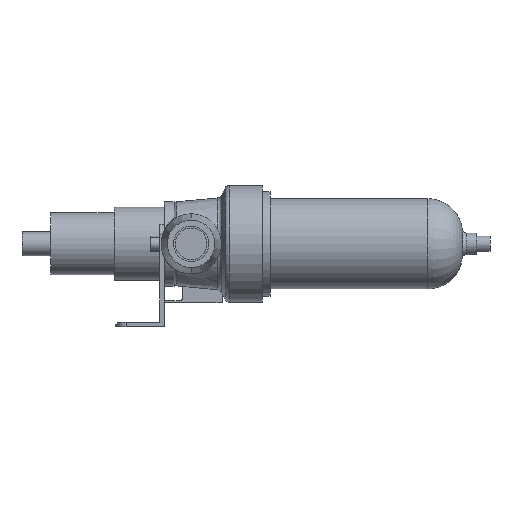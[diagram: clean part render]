
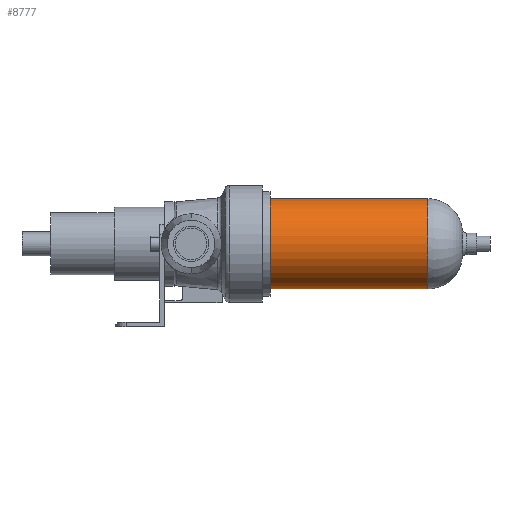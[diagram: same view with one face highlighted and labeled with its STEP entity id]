
A CAD part, left-side view. The second image highlights one B-rep face of the part: STEP entity #8777.
In plain terms, the highlighted cylindrical face has radius 47.5 mm (diameter 95 mm), a partial arc.
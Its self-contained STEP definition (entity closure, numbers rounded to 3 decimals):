
#908 = CARTESIAN_POINT ( 'NONE',  ( -161., -83., 47.5 ) ) ;
#1026 = CARTESIAN_POINT ( 'NONE',  ( -161., -249.25, -47.5 ) ) ;
#1419 = VERTEX_POINT ( 'NONE', #908 ) ;
#1515 = DIRECTION ( 'NONE',  ( 0., -1., 0. ) ) ;
#2073 = ORIENTED_EDGE ( 'NONE', *, *, #12393, .F. ) ;
#2293 = CIRCLE ( 'NONE', #8144, 47.5 ) ;
#2478 = CARTESIAN_POINT ( 'NONE',  ( -161., 0., -47.5 ) ) ;
#2602 = DIRECTION ( 'NONE',  ( 0., -1., 0. ) ) ;
#2939 = VERTEX_POINT ( 'NONE', #4654 ) ;
#3109 = DIRECTION ( 'NONE',  ( 0., -1., 0. ) ) ;
#3557 = AXIS2_PLACEMENT_3D ( 'NONE', #7314, #1515, #8299 ) ;
#3660 = DIRECTION ( 'NONE',  ( 0., 0., -1. ) ) ;
#3770 = CARTESIAN_POINT ( 'NONE',  ( -161., -249.25, 0. ) ) ;
#3804 = EDGE_CURVE ( 'NONE', #2939, #9487, #2293, .T. ) ;
#4271 = ORIENTED_EDGE ( 'NONE', *, *, #7526, .T. ) ;
#4651 = CARTESIAN_POINT ( 'NONE',  ( -161., -83., -47.5 ) ) ;
#4654 = CARTESIAN_POINT ( 'NONE',  ( -161., -249.25, 47.5 ) ) ;
#4735 = DIRECTION ( 'NONE',  ( 0., 0., -1. ) ) ;
#4970 = LINE ( 'NONE', #6951, #9829 ) ;
#5041 = ORIENTED_EDGE ( 'NONE', *, *, #8683, .T. ) ;
#5042 = LINE ( 'NONE', #2478, #9904 ) ;
#5205 = FACE_OUTER_BOUND ( 'NONE', #9039, .T. ) ;
#6071 = ORIENTED_EDGE ( 'NONE', *, *, #3804, .F. ) ;
#6328 = CIRCLE ( 'NONE', #3557, 47.5 ) ;
#6951 = CARTESIAN_POINT ( 'NONE',  ( -161., 0., 47.5 ) ) ;
#7314 = CARTESIAN_POINT ( 'NONE',  ( -161., -83., 0. ) ) ;
#7526 = EDGE_CURVE ( 'NONE', #1419, #10838, #6328, .T. ) ;
#8144 = AXIS2_PLACEMENT_3D ( 'NONE', #3770, #10548, #4735 ) ;
#8299 = DIRECTION ( 'NONE',  ( 0., 0., -1. ) ) ;
#8683 = EDGE_CURVE ( 'NONE', #10838, #9487, #5042, .T. ) ;
#8777 = ADVANCED_FACE ( 'NONE', ( #5205 ), #11726, .T. ) ;
#9039 = EDGE_LOOP ( 'NONE', ( #2073, #4271, #5041, #6071 ) ) ;
#9487 = VERTEX_POINT ( 'NONE', #1026 ) ;
#9829 = VECTOR ( 'NONE', #3109, 1000. ) ;
#9904 = VECTOR ( 'NONE', #12225, 1000. ) ;
#10548 = DIRECTION ( 'NONE',  ( 0., -1., 0. ) ) ;
#10838 = VERTEX_POINT ( 'NONE', #4651 ) ;
#11726 = CYLINDRICAL_SURFACE ( 'NONE', #12340, 47.5 ) ;
#12225 = DIRECTION ( 'NONE',  ( 0., -1., 0. ) ) ;
#12340 = AXIS2_PLACEMENT_3D ( 'NONE', #12343, #2602, #3660 ) ;
#12343 = CARTESIAN_POINT ( 'NONE',  ( -161., 0., 0. ) ) ;
#12393 = EDGE_CURVE ( 'NONE', #1419, #2939, #4970, .T. ) ;
